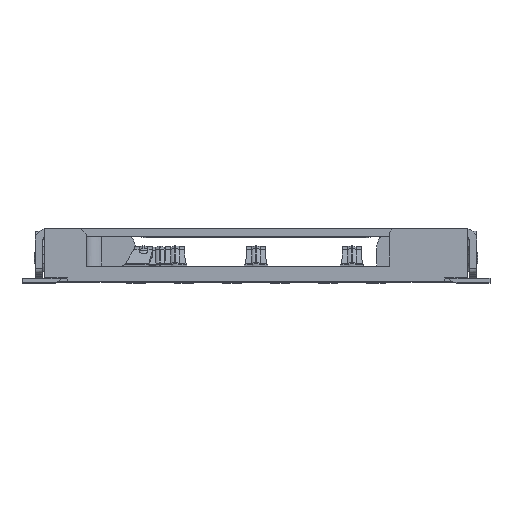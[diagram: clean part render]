
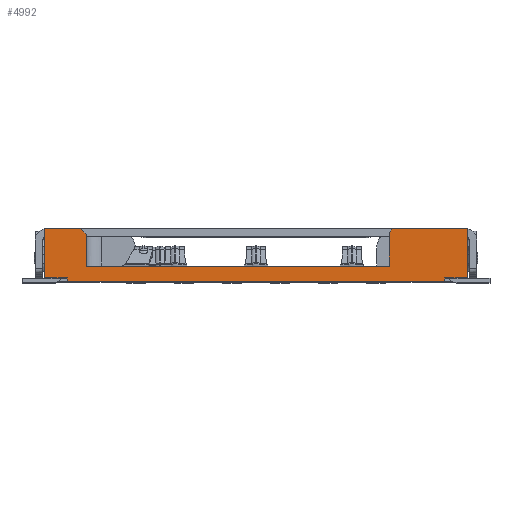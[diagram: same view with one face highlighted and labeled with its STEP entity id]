
A CAD part, top view. The second image highlights one B-rep face of the part: STEP entity #4992.
In plain terms, the highlighted free-form (B-spline) face has degree [1, 1] with [2, 2] control points.
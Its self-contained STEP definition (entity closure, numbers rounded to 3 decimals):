
#3035 = VERTEX_POINT('',#3036);
#3036 = CARTESIAN_POINT('',(-6.815,0.068,0.));
#3041 = EDGE_CURVE('',#3035,#3042,#3044,.T.);
#3042 = VERTEX_POINT('',#3043);
#3043 = CARTESIAN_POINT('',(6.815,0.068,0.));
#3044 = B_SPLINE_CURVE_WITH_KNOTS('',1,(#3045,#3046),.UNSPECIFIED.,.F.,
  .F.,(2,2),(0.,10.),.PIECEWISE_BEZIER_KNOTS.);
#3045 = CARTESIAN_POINT('',(-6.815,0.068,0.));
#3046 = CARTESIAN_POINT('',(6.815,0.068,0.));
#4509 = VERTEX_POINT('',#4510);
#4510 = CARTESIAN_POINT('',(-6.815,0.191,0.));
#4515 = EDGE_CURVE('',#3035,#4509,#4516,.T.);
#4516 = B_SPLINE_CURVE_WITH_KNOTS('',1,(#4517,#4518),.UNSPECIFIED.,.F.,
  .F.,(2,2),(0.,0.09),.PIECEWISE_BEZIER_KNOTS.);
#4517 = CARTESIAN_POINT('',(-6.815,0.068,0.));
#4518 = CARTESIAN_POINT('',(-6.815,0.191,0.));
#4558 = VERTEX_POINT('',#4559);
#4559 = CARTESIAN_POINT('',(-7.633,0.191,0.));
#4564 = EDGE_CURVE('',#4509,#4558,#4565,.T.);
#4565 = B_SPLINE_CURVE_WITH_KNOTS('',1,(#4566,#4567),.UNSPECIFIED.,.F.,
  .F.,(2,2),(0.,0.6),.PIECEWISE_BEZIER_KNOTS.);
#4566 = CARTESIAN_POINT('',(-6.815,0.191,0.));
#4567 = CARTESIAN_POINT('',(-7.633,0.191,0.));
#4946 = EDGE_CURVE('',#4558,#4947,#4949,.T.);
#4947 = VERTEX_POINT('',#4948);
#4948 = CARTESIAN_POINT('',(-7.633,1.976,0.));
#4949 = B_SPLINE_CURVE_WITH_KNOTS('',1,(#4950,#4951),.UNSPECIFIED.,.F.,
  .F.,(2,2),(0.,1.31),.PIECEWISE_BEZIER_KNOTS.);
#4950 = CARTESIAN_POINT('',(-7.633,0.191,0.));
#4951 = CARTESIAN_POINT('',(-7.633,1.976,0.));
#4992 = ADVANCED_FACE('',(#4993),#5067,.T.);
#4993 = FACE_BOUND('',#4994,.F.);
#4994 = EDGE_LOOP('',(#4995,#4996,#4997,#4998,#5005,#5012,#5019,#5026,
    #5033,#5040,#5047,#5054,#5061,#5066));
#4995 = ORIENTED_EDGE('',*,*,#4515,.T.);
#4996 = ORIENTED_EDGE('',*,*,#4564,.T.);
#4997 = ORIENTED_EDGE('',*,*,#4946,.T.);
#4998 = ORIENTED_EDGE('',*,*,#4999,.T.);
#4999 = EDGE_CURVE('',#4947,#5000,#5002,.T.);
#5000 = VERTEX_POINT('',#5001);
#5001 = CARTESIAN_POINT('',(-6.338,1.976,0.));
#5002 = B_SPLINE_CURVE_WITH_KNOTS('',1,(#5003,#5004),.UNSPECIFIED.,.F.,
  .F.,(2,2),(0.,0.95),.PIECEWISE_BEZIER_KNOTS.);
#5003 = CARTESIAN_POINT('',(-7.633,1.976,0.));
#5004 = CARTESIAN_POINT('',(-6.338,1.976,0.));
#5005 = ORIENTED_EDGE('',*,*,#5006,.T.);
#5006 = EDGE_CURVE('',#5000,#5007,#5009,.T.);
#5007 = VERTEX_POINT('',#5008);
#5008 = CARTESIAN_POINT('',(-6.134,1.772,0.));
#5009 = B_SPLINE_CURVE_WITH_KNOTS('',1,(#5010,#5011),.UNSPECIFIED.,.F.,
  .F.,(2,2),(0.,0.212),.PIECEWISE_BEZIER_KNOTS.);
#5010 = CARTESIAN_POINT('',(-6.338,1.976,0.));
#5011 = CARTESIAN_POINT('',(-6.134,1.772,0.));
#5012 = ORIENTED_EDGE('',*,*,#5013,.T.);
#5013 = EDGE_CURVE('',#5007,#5014,#5016,.T.);
#5014 = VERTEX_POINT('',#5015);
#5015 = CARTESIAN_POINT('',(-6.134,0.613,0.));
#5016 = B_SPLINE_CURVE_WITH_KNOTS('',1,(#5017,#5018),.UNSPECIFIED.,.F.,
  .F.,(2,2),(0.,0.85),.PIECEWISE_BEZIER_KNOTS.);
#5017 = CARTESIAN_POINT('',(-6.134,1.772,0.));
#5018 = CARTESIAN_POINT('',(-6.134,0.613,0.));
#5019 = ORIENTED_EDGE('',*,*,#5020,.T.);
#5020 = EDGE_CURVE('',#5014,#5021,#5023,.T.);
#5021 = VERTEX_POINT('',#5022);
#5022 = CARTESIAN_POINT('',(4.811,0.613,0.));
#5023 = B_SPLINE_CURVE_WITH_KNOTS('',1,(#5024,#5025),.UNSPECIFIED.,.F.,
  .F.,(2,2),(0.,8.03),.PIECEWISE_BEZIER_KNOTS.);
#5024 = CARTESIAN_POINT('',(-6.134,0.613,0.));
#5025 = CARTESIAN_POINT('',(4.811,0.613,0.));
#5026 = ORIENTED_EDGE('',*,*,#5027,.T.);
#5027 = EDGE_CURVE('',#5021,#5028,#5030,.T.);
#5028 = VERTEX_POINT('',#5029);
#5029 = CARTESIAN_POINT('',(4.811,1.84,0.));
#5030 = B_SPLINE_CURVE_WITH_KNOTS('',1,(#5031,#5032),.UNSPECIFIED.,.F.,
  .F.,(2,2),(0.,0.9),.PIECEWISE_BEZIER_KNOTS.);
#5031 = CARTESIAN_POINT('',(4.811,0.613,0.));
#5032 = CARTESIAN_POINT('',(4.811,1.84,0.));
#5033 = ORIENTED_EDGE('',*,*,#5034,.T.);
#5034 = EDGE_CURVE('',#5028,#5035,#5037,.T.);
#5035 = VERTEX_POINT('',#5036);
#5036 = CARTESIAN_POINT('',(4.948,1.976,0.));
#5037 = B_SPLINE_CURVE_WITH_KNOTS('',1,(#5038,#5039),.UNSPECIFIED.,.F.,
  .F.,(2,2),(0.,0.141),.PIECEWISE_BEZIER_KNOTS.);
#5038 = CARTESIAN_POINT('',(4.811,1.84,0.));
#5039 = CARTESIAN_POINT('',(4.948,1.976,0.));
#5040 = ORIENTED_EDGE('',*,*,#5041,.T.);
#5041 = EDGE_CURVE('',#5035,#5042,#5044,.T.);
#5042 = VERTEX_POINT('',#5043);
#5043 = CARTESIAN_POINT('',(7.633,1.976,0.));
#5044 = B_SPLINE_CURVE_WITH_KNOTS('',1,(#5045,#5046),.UNSPECIFIED.,.F.,
  .F.,(2,2),(0.,1.97),.PIECEWISE_BEZIER_KNOTS.);
#5045 = CARTESIAN_POINT('',(4.948,1.976,0.));
#5046 = CARTESIAN_POINT('',(7.633,1.976,0.));
#5047 = ORIENTED_EDGE('',*,*,#5048,.T.);
#5048 = EDGE_CURVE('',#5042,#5049,#5051,.T.);
#5049 = VERTEX_POINT('',#5050);
#5050 = CARTESIAN_POINT('',(7.633,0.191,0.));
#5051 = B_SPLINE_CURVE_WITH_KNOTS('',1,(#5052,#5053),.UNSPECIFIED.,.F.,
  .F.,(2,2),(0.,1.31),.PIECEWISE_BEZIER_KNOTS.);
#5052 = CARTESIAN_POINT('',(7.633,1.976,0.));
#5053 = CARTESIAN_POINT('',(7.633,0.191,0.));
#5054 = ORIENTED_EDGE('',*,*,#5055,.T.);
#5055 = EDGE_CURVE('',#5049,#5056,#5058,.T.);
#5056 = VERTEX_POINT('',#5057);
#5057 = CARTESIAN_POINT('',(6.815,0.191,0.));
#5058 = B_SPLINE_CURVE_WITH_KNOTS('',1,(#5059,#5060),.UNSPECIFIED.,.F.,
  .F.,(2,2),(0.,0.6),.PIECEWISE_BEZIER_KNOTS.);
#5059 = CARTESIAN_POINT('',(7.633,0.191,0.));
#5060 = CARTESIAN_POINT('',(6.815,0.191,0.));
#5061 = ORIENTED_EDGE('',*,*,#5062,.T.);
#5062 = EDGE_CURVE('',#5056,#3042,#5063,.T.);
#5063 = B_SPLINE_CURVE_WITH_KNOTS('',1,(#5064,#5065),.UNSPECIFIED.,.F.,
  .F.,(2,2),(0.,0.09),.PIECEWISE_BEZIER_KNOTS.);
#5064 = CARTESIAN_POINT('',(6.815,0.191,0.));
#5065 = CARTESIAN_POINT('',(6.815,0.068,0.));
#5066 = ORIENTED_EDGE('',*,*,#3041,.F.);
#5067 = B_SPLINE_SURFACE_WITH_KNOTS('',1,1,(
    (#5068,#5069)
    ,(#5070,#5071
    )),.UNSPECIFIED.,.F.,.F.,.F.,(2,2),(2,2),(-4.808,
    4.038),(-4.038,4.808),
  .PIECEWISE_BEZIER_KNOTS.);
#5068 = CARTESIAN_POINT('',(-8.526,1.084,0.));
#5069 = CARTESIAN_POINT('',(0.,9.609,0.));
#5070 = CARTESIAN_POINT('',(0.,-7.442,0.));
#5071 = CARTESIAN_POINT('',(8.526,1.084,0.));
